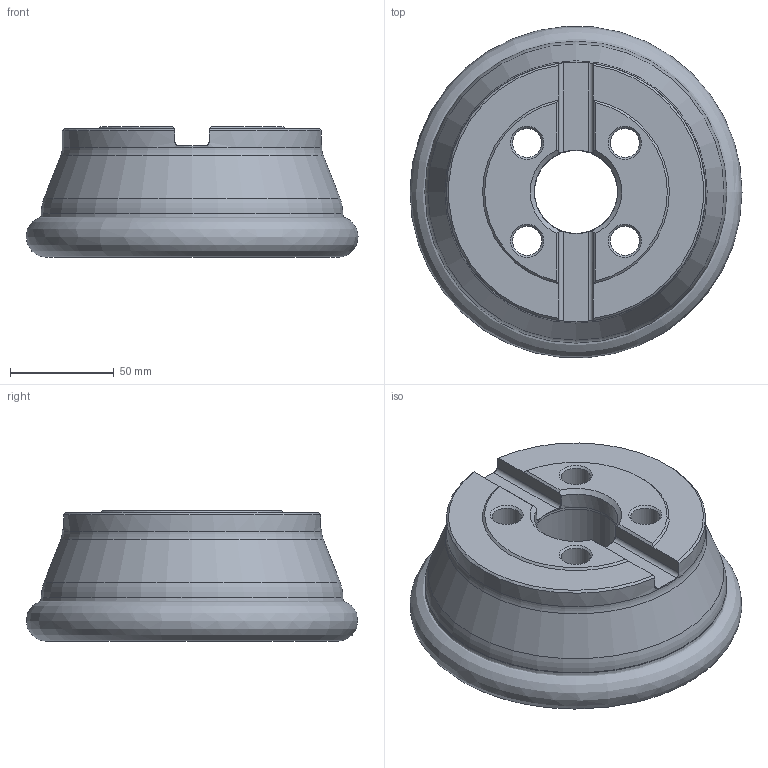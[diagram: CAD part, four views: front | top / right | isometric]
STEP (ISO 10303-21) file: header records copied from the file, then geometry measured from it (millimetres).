
FILE_DESCRIPTION(/* description */ (''),/* implementation_level */ '2;1');
FILE_NAME(/* name */ '160C07R_SMORC20_C_115009104ndi000_00_SIM.stp',/* time_stamp */ '2019-12-06T10:31:41+01:00',/* author */ (''),/* organization */ (''),/* preprocessor_version */ 'ST-DEVELOPER v16.7',/* originating_system */ 'SIEMENS PLM Software NX 12.0',/* authorisation */ '');
FILE_SCHEMA (('AUTOMOTIVE_DESIGN { 1 0 10303 214 3 1 1 1 }'));
Length unit declared in the file: millimetre
Products named in the file (1): pp0746F0A26B32va
Bounding box: 159.99 x 159.61 x 63 mm (x, y, z)
Volume: 792318.4 mm3; surface area: 99530.4 mm2
Topology: 2 solids, 2 shells, 93 faces, 244 edges, 154 vertices
Faces by surface type: cylinder 29, cone 27, plane 21, torus 15, bspline 1
Full cylindrical faces by diameter (mm): 6.4 x4, 14 x4, 20 x4, 40.008 x1, 40.2 x1, 90 x1, 125 x1, 145.4 x1
Entity records: 7587 total; most frequent: CARTESIAN_POINT 5576, DIRECTION 414, ORIENTED_EDGE 348, AXIS2_PLACEMENT_3D 187, EDGE_CURVE 174, EDGE_LOOP 148, VERTEX_POINT 135, FACE_BOUND 115
